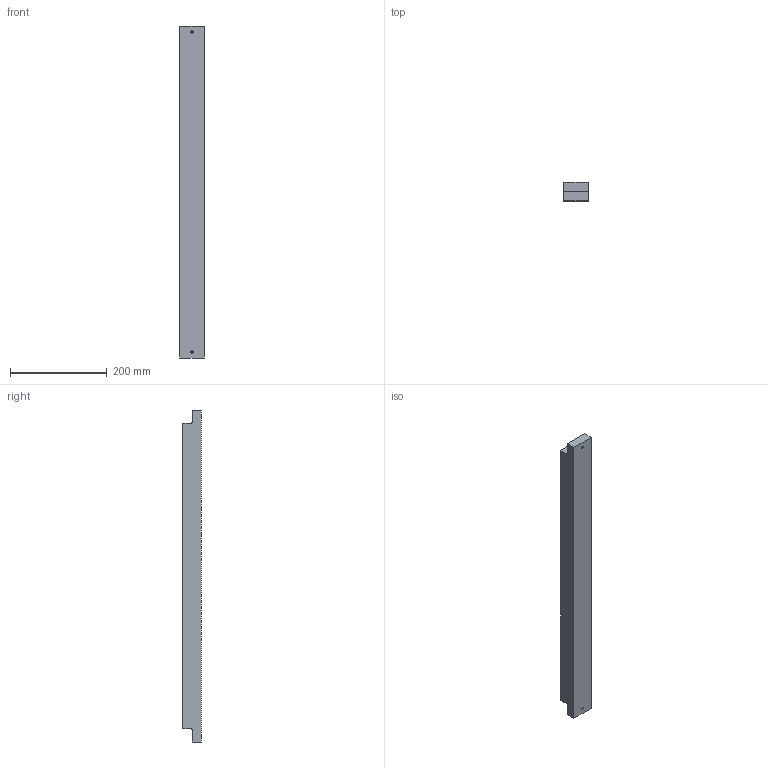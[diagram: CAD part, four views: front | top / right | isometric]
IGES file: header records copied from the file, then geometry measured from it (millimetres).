
Start section: SolidWorks IGES file using analytic representation for surfaces
Global section: file name: D1100407-v3_AdLIGO_AOS_SLC ACB Adjustable Counter Weight.IGS; native system: SolidWorks 2010; preprocessor: SolidWorks 2010; author: mruiz; date: 111007.103634; units: inch
Bounding box: 50.8 x 38.1 x 685.8 mm (x, y, z)
Surface area: 124251.1 mm2 (no closed solid volume)
Topology: 0 solids, 0 shells, 16 faces, 216 edges, 216 vertices
Faces by surface type: bspline 10, revolution 6
